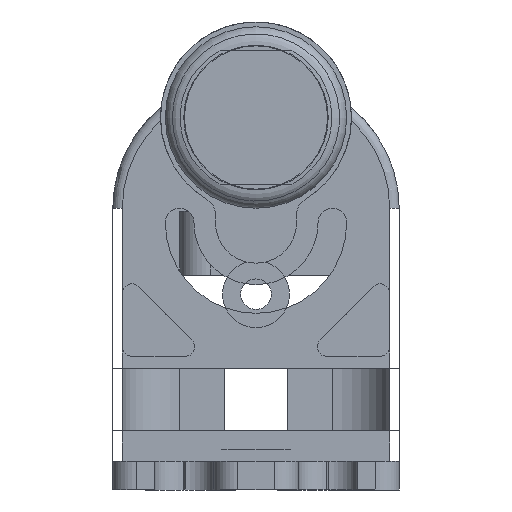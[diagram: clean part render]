
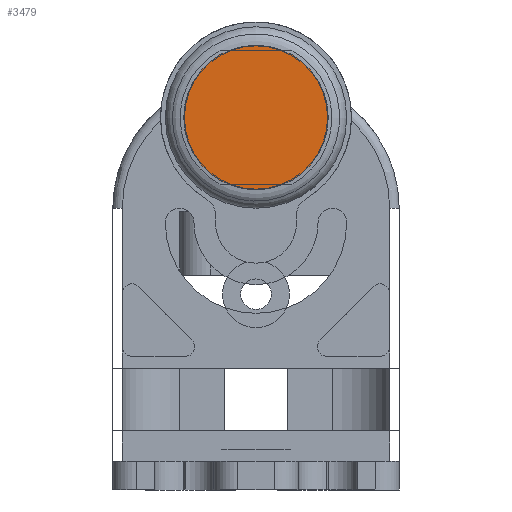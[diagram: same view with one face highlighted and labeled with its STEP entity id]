
A CAD part, front view. The second image highlights one B-rep face of the part: STEP entity #3479.
In plain terms, the highlighted planar face has unit normal (0, -1, 0).
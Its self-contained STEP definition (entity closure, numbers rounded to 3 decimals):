
#84=PLANE('',#3801);
#950=FACE_OUTER_BOUND('',#1090,.T.);
#1090=EDGE_LOOP('',(#3051));
#1284=CIRCLE('',#3800,7.564);
#1643=VERTEX_POINT('',#5859);
#2216=EDGE_CURVE('',#1643,#1643,#1284,.T.);
#3051=ORIENTED_EDGE('',*,*,#2216,.F.);
#3479=ADVANCED_FACE('',(#950),#84,.T.);
#3800=AXIS2_PLACEMENT_3D('',#5860,#4689,#4690);
#3801=AXIS2_PLACEMENT_3D('',#5861,#4691,#4692);
#4689=DIRECTION('center_axis',(0.,1.,0.));
#4690=DIRECTION('ref_axis',(1.,0.,0.));
#4691=DIRECTION('center_axis',(0.,-1.,0.));
#4692=DIRECTION('ref_axis',(0.,0.,-1.));
#5859=CARTESIAN_POINT('',(-7.564,-41.5,39.));
#5860=CARTESIAN_POINT('Origin',(0.,-41.5,39.));
#5861=CARTESIAN_POINT('Origin',(0.,-41.5,
39.));
